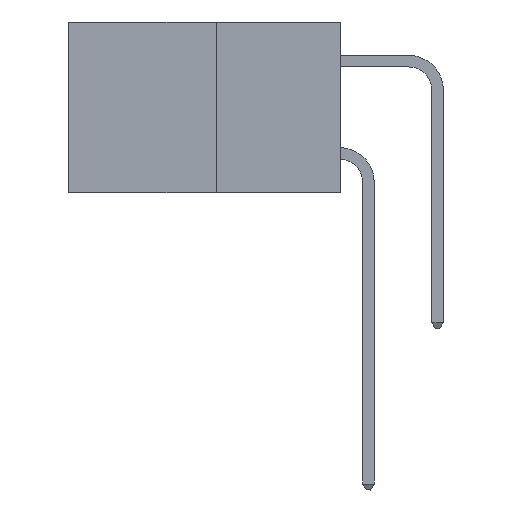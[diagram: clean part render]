
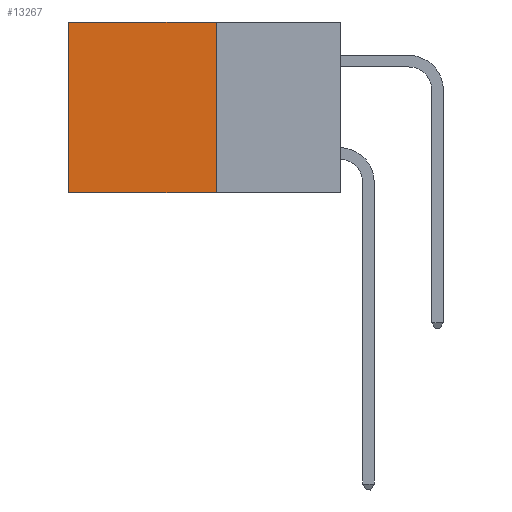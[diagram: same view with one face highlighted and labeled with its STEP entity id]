
A CAD part, left-side view. The second image highlights one B-rep face of the part: STEP entity #13267.
In plain terms, the highlighted planar face has unit normal (-1, 0, 0).
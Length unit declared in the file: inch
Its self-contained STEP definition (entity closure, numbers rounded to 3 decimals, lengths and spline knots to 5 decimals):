
#1360 = DIRECTION ( 'NONE',  ( 1., 0., 0. ) ) ;
#1619 = VECTOR ( 'NONE', #22204, 39.37008 ) ;
#1747 = ORIENTED_EDGE ( 'NONE', *, *, #15061, .F. ) ;
#1789 = CARTESIAN_POINT ( 'NONE',  ( 0.277, 0.59, 0. ) ) ;
#5567 = FACE_OUTER_BOUND ( 'NONE', #12904, .T. ) ;
#5937 = VERTEX_POINT ( 'NONE', #9151 ) ;
#7147 = EDGE_CURVE ( 'NONE', #16682, #11561, #10119, .T. ) ;
#7464 = CARTESIAN_POINT ( 'NONE',  ( 0.277, 0.27, -0.37 ) ) ;
#7491 = VECTOR ( 'NONE', #12294, 39.37008 ) ;
#7500 = ORIENTED_EDGE ( 'NONE', *, *, #25165, .T. ) ;
#8077 = LINE ( 'NONE', #12551, #1619 ) ;
#8217 = VERTEX_POINT ( 'NONE', #1789 ) ;
#9151 = CARTESIAN_POINT ( 'NONE',  ( 0.277, 0.59, -0.37 ) ) ;
#9170 = DIRECTION ( 'NONE',  ( 0., 1., 0. ) ) ;
#9832 = CARTESIAN_POINT ( 'NONE',  ( 0.277, 0.59, -0.37 ) ) ;
#10119 = LINE ( 'NONE', #7464, #22190 ) ;
#11561 = VERTEX_POINT ( 'NONE', #27398 ) ;
#12294 = DIRECTION ( 'NONE',  ( 0., 0., -1. ) ) ;
#12551 = CARTESIAN_POINT ( 'NONE',  ( 0.277, 0.27, -0.37 ) ) ;
#12904 = EDGE_LOOP ( 'NONE', ( #29066, #1747, #14928, #7500 ) ) ;
#13267 = ADVANCED_FACE ( 'NONE', ( #5567 ), #23072, .F. ) ;
#14095 = VECTOR ( 'NONE', #9170, 39.37008 ) ;
#14737 = LINE ( 'NONE', #9832, #7491 ) ;
#14928 = ORIENTED_EDGE ( 'NONE', *, *, #7147, .F. ) ;
#15061 = EDGE_CURVE ( 'NONE', #11561, #5937, #8077, .T. ) ;
#15911 = CARTESIAN_POINT ( 'NONE',  ( 0.277, 0.27, -0.37 ) ) ;
#16540 = CARTESIAN_POINT ( 'NONE',  ( 0.277, 0.27, 0. ) ) ;
#16682 = VERTEX_POINT ( 'NONE', #16540 ) ;
#17123 = AXIS2_PLACEMENT_3D ( 'NONE', #15911, #1360, #18302 ) ;
#18302 = DIRECTION ( 'NONE',  ( 0., 0., -1. ) ) ;
#19516 = DIRECTION ( 'NONE',  ( 0., 0., -1. ) ) ;
#21194 = CARTESIAN_POINT ( 'NONE',  ( 0.277, 0.27, 0. ) ) ;
#22190 = VECTOR ( 'NONE', #19516, 39.37008 ) ;
#22204 = DIRECTION ( 'NONE',  ( 0., 1., 0. ) ) ;
#23072 = PLANE ( 'NONE',  #17123 ) ;
#23488 = LINE ( 'NONE', #21194, #14095 ) ;
#25165 = EDGE_CURVE ( 'NONE', #16682, #8217, #23488, .T. ) ;
#27398 = CARTESIAN_POINT ( 'NONE',  ( 0.277, 0.27, -0.37 ) ) ;
#28994 = EDGE_CURVE ( 'NONE', #8217, #5937, #14737, .T. ) ;
#29066 = ORIENTED_EDGE ( 'NONE', *, *, #28994, .T. ) ;
